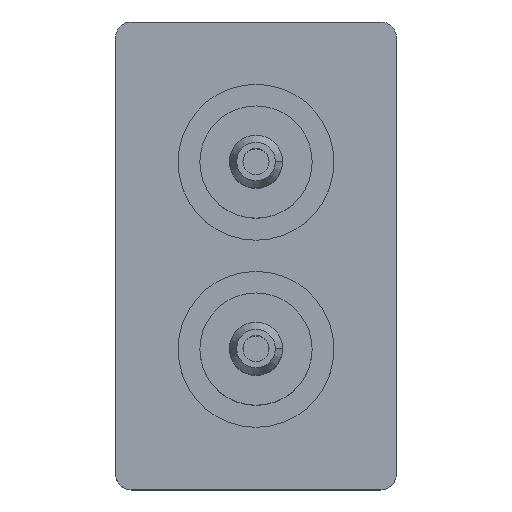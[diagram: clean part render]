
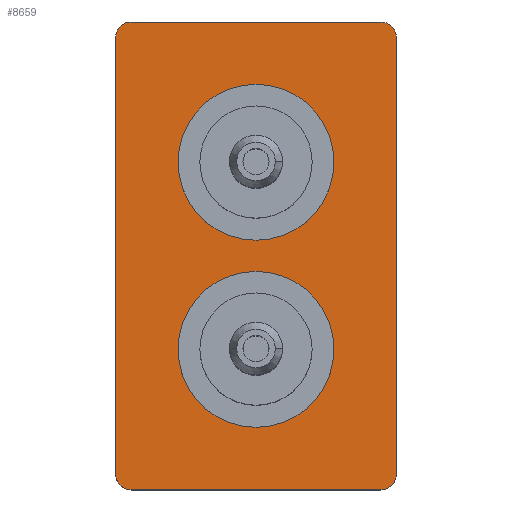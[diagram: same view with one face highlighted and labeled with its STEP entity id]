
A CAD part, top view. The second image highlights one B-rep face of the part: STEP entity #8659.
In plain terms, the highlighted planar face has unit normal (0, 0, 1).
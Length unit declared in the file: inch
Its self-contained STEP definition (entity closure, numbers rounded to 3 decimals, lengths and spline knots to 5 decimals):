
#1089=DIRECTION('',(0.,-1.,0.));
#1090=VECTOR('',#1089,0.7);
#1091=CARTESIAN_POINT('',(-0.225,0.725,0.));
#1092=LINE('',#1091,#1090);
#1681=CARTESIAN_POINT('',(0.,0.525,0.));
#1682=DIRECTION('',(0.,0.,-1.));
#1683=DIRECTION('',(-1.,0.,0.));
#1684=AXIS2_PLACEMENT_3D('',#1681,#1682,#1683);
#1686=CARTESIAN_POINT('',(0.,0.525,0.));
#1687=DIRECTION('',(0.,0.,-1.));
#1688=DIRECTION('',(1.,0.,0.));
#1689=AXIS2_PLACEMENT_3D('',#1686,#1687,#1688);
#1691=CARTESIAN_POINT('',(0.,0.225,0.));
#1692=DIRECTION('',(0.,0.,-1.));
#1693=DIRECTION('',(1.,0.,0.));
#1694=AXIS2_PLACEMENT_3D('',#1691,#1692,#1693);
#1696=CARTESIAN_POINT('',(0.,0.225,0.));
#1697=DIRECTION('',(0.,0.,-1.));
#1698=DIRECTION('',(-1.,0.,0.));
#1699=AXIS2_PLACEMENT_3D('',#1696,#1697,#1698);
#1701=CARTESIAN_POINT('',(0.2,0.725,0.));
#1702=DIRECTION('',(0.,0.,1.));
#1703=DIRECTION('',(1.,0.,0.));
#1704=AXIS2_PLACEMENT_3D('',#1701,#1702,#1703);
#1706=CARTESIAN_POINT('',(0.2,0.025,0.));
#1707=DIRECTION('',(0.,0.,1.));
#1708=DIRECTION('',(0.,-1.,0.));
#1709=AXIS2_PLACEMENT_3D('',#1706,#1707,#1708);
#1711=CARTESIAN_POINT('',(-0.2,0.025,0.));
#1712=DIRECTION('',(0.,0.,1.));
#1713=DIRECTION('',(-1.,0.,0.));
#1714=AXIS2_PLACEMENT_3D('',#1711,#1712,#1713);
#1716=CARTESIAN_POINT('',(-0.2,0.725,0.));
#1717=DIRECTION('',(0.,0.,1.));
#1718=DIRECTION('',(0.,1.,0.));
#1719=AXIS2_PLACEMENT_3D('',#1716,#1717,#1718);
#1721=DIRECTION('',(1.,0.,0.));
#1722=VECTOR('',#1721,0.4);
#1723=CARTESIAN_POINT('',(-0.2,0.75,0.));
#1724=LINE('',#1723,#1722);
#1936=DIRECTION('',(1.,0.,0.));
#1937=VECTOR('',#1936,0.4);
#1938=CARTESIAN_POINT('',(-0.2,0.,0.));
#1939=LINE('',#1938,#1937);
#1980=DIRECTION('',(0.,-1.,0.));
#1981=VECTOR('',#1980,0.7);
#1982=CARTESIAN_POINT('',(0.225,0.725,0.));
#1983=LINE('',#1982,#1981);
#6599=CARTESIAN_POINT('',(-0.101,0.525,0.));
#6600=CARTESIAN_POINT('',(0.101,0.525,0.));
#6601=VERTEX_POINT('',#6599);
#6602=VERTEX_POINT('',#6600);
#6607=CARTESIAN_POINT('',(0.101,0.225,0.));
#6608=CARTESIAN_POINT('',(-0.101,0.225,0.));
#6609=VERTEX_POINT('',#6607);
#6610=VERTEX_POINT('',#6608);
#6641=CARTESIAN_POINT('',(0.225,0.725,0.));
#6642=CARTESIAN_POINT('',(0.2,0.75,0.));
#6643=VERTEX_POINT('',#6641);
#6644=VERTEX_POINT('',#6642);
#6650=CARTESIAN_POINT('',(-0.2,0.75,0.));
#6651=VERTEX_POINT('',#6650);
#6652=CARTESIAN_POINT('',(-0.225,0.725,0.));
#6653=VERTEX_POINT('',#6652);
#6654=CARTESIAN_POINT('',(-0.225,0.025,0.));
#6655=CARTESIAN_POINT('',(-0.2,0.,0.));
#6656=VERTEX_POINT('',#6654);
#6657=VERTEX_POINT('',#6655);
#6663=CARTESIAN_POINT('',(0.2,0.,0.));
#6664=VERTEX_POINT('',#6663);
#6665=CARTESIAN_POINT('',(0.225,0.025,0.));
#6666=VERTEX_POINT('',#6665);
#8627=CARTESIAN_POINT('',(-0.225,0.75,0.));
#8628=DIRECTION('',(0.,0.,1.));
#8629=DIRECTION('',(0.,-1.,0.));
#8630=AXIS2_PLACEMENT_3D('',#8627,#8628,#8629);
#8631=PLANE('',#8630);
#8632=ORIENTED_EDGE('',*,*,#8617,.F.);
#8634=ORIENTED_EDGE('',*,*,#8633,.T.);
#8636=ORIENTED_EDGE('',*,*,#8635,.F.);
#8638=ORIENTED_EDGE('',*,*,#8637,.F.);
#8640=ORIENTED_EDGE('',*,*,#8639,.F.);
#8641=ORIENTED_EDGE('',*,*,#8292,.F.);
#8642=ORIENTED_EDGE('',*,*,#8588,.F.);
#8644=ORIENTED_EDGE('',*,*,#8643,.T.);
#8645=EDGE_LOOP('',(#8632,#8634,#8636,#8638,#8640,#8641,#8642,#8644));
#8646=FACE_OUTER_BOUND('',#8645,.F.);
#8648=ORIENTED_EDGE('',*,*,#8647,.F.);
#8650=ORIENTED_EDGE('',*,*,#8649,.F.);
#8651=EDGE_LOOP('',(#8648,#8650));
#8652=FACE_BOUND('',#8651,.F.);
#8654=ORIENTED_EDGE('',*,*,#8653,.F.);
#8656=ORIENTED_EDGE('',*,*,#8655,.F.);
#8657=EDGE_LOOP('',(#8654,#8656));
#8658=FACE_BOUND('',#8657,.F.);
#8659=ADVANCED_FACE('',(#8646,#8652,#8658),#8631,.T.);
#1685=CIRCLE('',#1684,0.101);
#1690=CIRCLE('',#1689,0.101);
#1695=CIRCLE('',#1694,0.101);
#1700=CIRCLE('',#1699,0.101);
#1705=CIRCLE('',#1704,0.025);
#1710=CIRCLE('',#1709,0.025);
#1715=CIRCLE('',#1714,0.025);
#1720=CIRCLE('',#1719,0.025);
#8292=EDGE_CURVE('',#6653,#6656,#1092,.T.);
#8588=EDGE_CURVE('',#6651,#6653,#1720,.T.);
#8617=EDGE_CURVE('',#6643,#6644,#1705,.T.);
#8633=EDGE_CURVE('',#6643,#6666,#1983,.T.);
#8635=EDGE_CURVE('',#6664,#6666,#1710,.T.);
#8637=EDGE_CURVE('',#6657,#6664,#1939,.T.);
#8639=EDGE_CURVE('',#6656,#6657,#1715,.T.);
#8643=EDGE_CURVE('',#6651,#6644,#1724,.T.);
#8647=EDGE_CURVE('',#6609,#6610,#1695,.T.);
#8649=EDGE_CURVE('',#6610,#6609,#1700,.T.);
#8653=EDGE_CURVE('',#6601,#6602,#1685,.T.);
#8655=EDGE_CURVE('',#6602,#6601,#1690,.T.);
